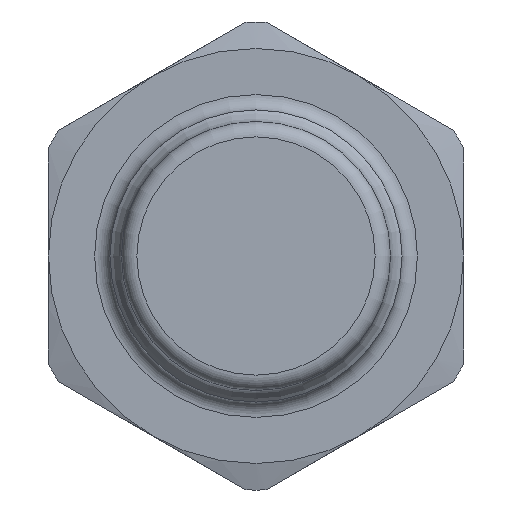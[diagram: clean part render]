
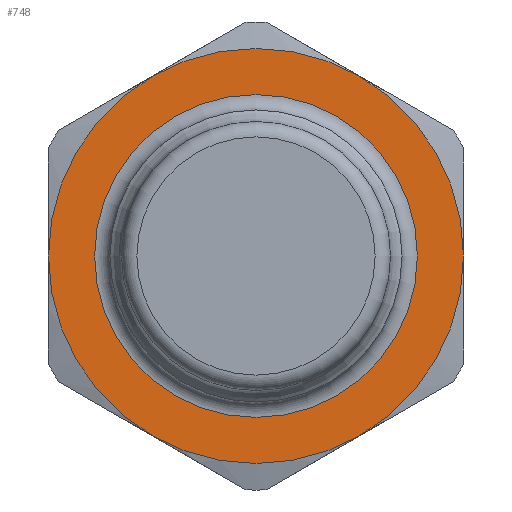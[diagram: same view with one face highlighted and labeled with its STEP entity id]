
A CAD part, left-side view. The second image highlights one B-rep face of the part: STEP entity #748.
In plain terms, the highlighted planar face has unit normal (-1, 0, 0).
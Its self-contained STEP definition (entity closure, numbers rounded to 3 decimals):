
#91=CARTESIAN_POINT('',(25.861,6.75,11.691));
#92=VERTEX_POINT('',#91);
#153=CARTESIAN_POINT('',(25.861,-6.75,11.691));
#154=VERTEX_POINT('',#153);
#215=CARTESIAN_POINT('',(25.861,-13.5,0.));
#216=VERTEX_POINT('',#215);
#277=CARTESIAN_POINT('',(25.861,-6.75,-11.691));
#278=VERTEX_POINT('',#277);
#339=CARTESIAN_POINT('',(25.861,6.75,-11.691));
#340=VERTEX_POINT('',#339);
#384=CARTESIAN_POINT('',(25.861,13.5,0.0));
#385=VERTEX_POINT('',#384);
#386=CARTESIAN_POINT('',(25.861,0.,0.0));
#387=DIRECTION('',(-1.0,0.0,0.0));
#388=DIRECTION('',(0.0,-1.0,0.0));
#389=AXIS2_PLACEMENT_3D('',#386,#387,#388);
#390=CIRCLE('',#389,13.5);
#391=EDGE_CURVE('',#385,#340,#390,.T.);
#424=CARTESIAN_POINT('',(25.861,0.,0.0));
#425=DIRECTION('',(-1.0,0.0,0.0));
#426=DIRECTION('',(0.0,-1.0,0.0));
#427=AXIS2_PLACEMENT_3D('',#424,#425,#426);
#428=CIRCLE('',#427,13.5);
#429=EDGE_CURVE('',#340,#278,#428,.T.);
#448=CARTESIAN_POINT('',(25.861,0.,0.0));
#449=DIRECTION('',(-1.0,0.0,0.0));
#450=DIRECTION('',(0.0,-1.0,0.0));
#451=AXIS2_PLACEMENT_3D('',#448,#449,#450);
#452=CIRCLE('',#451,13.5);
#453=EDGE_CURVE('',#278,#216,#452,.T.);
#472=CARTESIAN_POINT('',(25.861,0.,0.0));
#473=DIRECTION('',(-1.0,0.0,0.0));
#474=DIRECTION('',(0.0,-1.0,0.0));
#475=AXIS2_PLACEMENT_3D('',#472,#473,#474);
#476=CIRCLE('',#475,13.5);
#477=EDGE_CURVE('',#216,#154,#476,.T.);
#518=CARTESIAN_POINT('',(25.861,0.,0.0));
#519=DIRECTION('',(-1.0,0.0,0.0));
#520=DIRECTION('',(0.0,-1.0,0.0));
#521=AXIS2_PLACEMENT_3D('',#518,#519,#520);
#522=CIRCLE('',#521,13.5);
#523=EDGE_CURVE('',#92,#385,#522,.T.);
#703=CARTESIAN_POINT('',(25.861,-10.5,0.0));
#704=VERTEX_POINT('',#703);
#705=CARTESIAN_POINT('',(25.861,0.,0.0));
#706=DIRECTION('',(-1.0,0.0,0.0));
#707=DIRECTION('',(0.0,1.0,0.0));
#708=AXIS2_PLACEMENT_3D('',#705,#706,#707);
#709=CIRCLE('',#708,10.5);
#710=EDGE_CURVE('',#704,#704,#709,.T.);
#726=CARTESIAN_POINT('',(25.861,-11.5,0.0));
#727=DIRECTION('',(-1.0,0.0,0.0));
#728=DIRECTION('',(0.0,0.0,1.0));
#729=AXIS2_PLACEMENT_3D('',#726,#727,#728);
#730=PLANE('',#729);
#731=ORIENTED_EDGE('',*,*,#391,.T.);
#732=ORIENTED_EDGE('',*,*,#429,.T.);
#733=ORIENTED_EDGE('',*,*,#453,.T.);
#734=ORIENTED_EDGE('',*,*,#477,.T.);
#735=CARTESIAN_POINT('',(25.861,0.,0.0));
#736=DIRECTION('',(-1.0,0.0,0.0));
#737=DIRECTION('',(0.0,-1.0,0.0));
#738=AXIS2_PLACEMENT_3D('',#735,#736,#737);
#739=CIRCLE('',#738,13.5);
#740=EDGE_CURVE('',#154,#92,#739,.T.);
#741=ORIENTED_EDGE('',*,*,#740,.T.);
#742=ORIENTED_EDGE('',*,*,#523,.T.);
#743=EDGE_LOOP('',(#731,#732,#733,#734,#741,#742));
#744=FACE_OUTER_BOUND('',#743,.T.);
#745=ORIENTED_EDGE('',*,*,#710,.F.);
#746=EDGE_LOOP('',(#745));
#747=FACE_BOUND('',#746,.T.);
#748=ADVANCED_FACE('',(#744,#747),#730,.T.);
